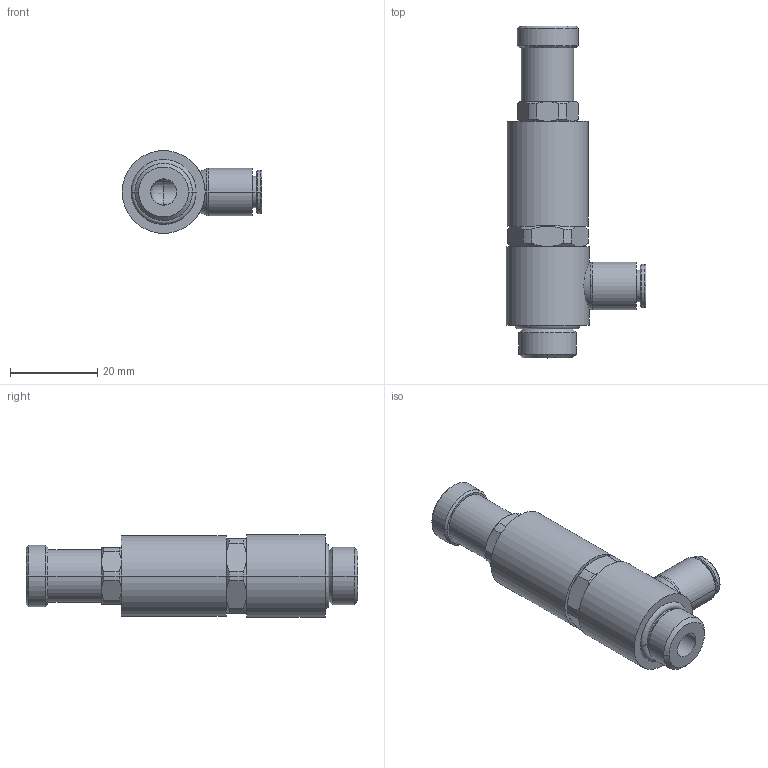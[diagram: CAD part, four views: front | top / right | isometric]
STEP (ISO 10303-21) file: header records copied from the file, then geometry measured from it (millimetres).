
FILE_DESCRIPTION(('STEP AP214'),'1');
FILE_NAME('7300_06_13.stp','2016-07-07T14:31:51',('TraceParts'),('TraceParts S.A.'),'Spatial InterOp 3D',' ',' ');
FILE_SCHEMA(('automotive_design'));
Length unit declared in the file: millimetre
Products named in the file (1): 1
Bounding box: 32 x 76 x 19 mm (x, y, z)
Volume: 16577.3 mm3; surface area: 5913.8 mm2
Topology: 1 solids, 1 shells, 112 faces, 261 edges, 157 vertices
Faces by surface type: cone 44, cylinder 38, plane 23, torus 6, sphere 1
Entity records: 3312 total; most frequent: CARTESIAN_POINT 788, DIRECTION 571, ORIENTED_EDGE 518, EDGE_CURVE 259, AXIS2_PLACEMENT_3D 250, VERTEX_POINT 157, CIRCLE 135, EDGE_LOOP 122
